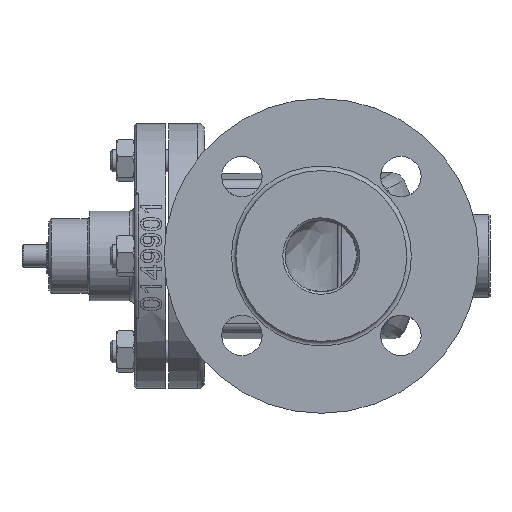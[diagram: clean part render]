
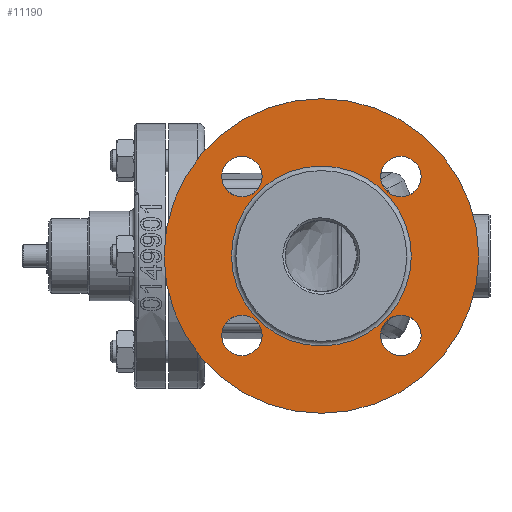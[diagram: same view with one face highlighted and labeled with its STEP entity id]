
A CAD part, left-side view. The second image highlights one B-rep face of the part: STEP entity #11190.
In plain terms, the highlighted planar face has unit normal (-1, 0, 0).
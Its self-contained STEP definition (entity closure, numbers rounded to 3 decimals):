
#314 = EDGE_CURVE ( 'NONE', #29125, #29125, #28206, .T. ) ;
#535 = DIRECTION ( 'NONE',  ( -1., 0., 0. ) ) ;
#1133 = EDGE_LOOP ( 'NONE', ( #12138 ) ) ;
#1583 = DIRECTION ( 'NONE',  ( 0., -1., 0. ) ) ;
#2460 = AXIS2_PLACEMENT_3D ( 'NONE', #22792, #7544, #25319 ) ;
#3025 = EDGE_LOOP ( 'NONE', ( #13001 ) ) ;
#3643 = VERTEX_POINT ( 'NONE', #7366 ) ;
#4519 = DIRECTION ( 'NONE',  ( 0., 1., 0. ) ) ;
#4877 = VERTEX_POINT ( 'NONE', #27215 ) ;
#5514 = CIRCLE ( 'NONE', #8972, 9. ) ;
#5694 = CIRCLE ( 'NONE', #7037, 40. ) ;
#5897 = FACE_BOUND ( 'NONE', #3025, .T. ) ;
#6111 = CARTESIAN_POINT ( 'NONE',  ( -87., -35.355, -35.355 ) ) ;
#6717 = EDGE_CURVE ( 'NONE', #4877, #4877, #28736, .T. ) ;
#7037 = AXIS2_PLACEMENT_3D ( 'NONE', #22484, #7222, #25002 ) ;
#7222 = DIRECTION ( 'NONE',  ( 1., 0., 0. ) ) ;
#7256 = AXIS2_PLACEMENT_3D ( 'NONE', #29320, #14170, #31879 ) ;
#7366 = CARTESIAN_POINT ( 'NONE',  ( -87., 35.355, -26.355 ) ) ;
#7544 = DIRECTION ( 'NONE',  ( -1., 0., 0. ) ) ;
#7871 = EDGE_CURVE ( 'NONE', #17663, #17663, #5694, .T. ) ;
#8363 = AXIS2_PLACEMENT_3D ( 'NONE', #32072, #16909, #1583 ) ;
#8375 = ORIENTED_EDGE ( 'NONE', *, *, #19296, .F. ) ;
#8972 = AXIS2_PLACEMENT_3D ( 'NONE', #9118, #26853, #11678 ) ;
#9118 = CARTESIAN_POINT ( 'NONE',  ( -87., 35.355, -35.355 ) ) ;
#9324 = AXIS2_PLACEMENT_3D ( 'NONE', #30408, #15242, #32980 ) ;
#11190 = ADVANCED_FACE ( 'NONE', ( #5897, #12721, #19484, #25431, #26196, #18683 ), #32868, .T. ) ;
#11678 = DIRECTION ( 'NONE',  ( 0., 0., 1. ) ) ;
#12138 = ORIENTED_EDGE ( 'NONE', *, *, #19314, .F. ) ;
#12721 = FACE_BOUND ( 'NONE', #18409, .T. ) ;
#13001 = ORIENTED_EDGE ( 'NONE', *, *, #7871, .T. ) ;
#14170 = DIRECTION ( 'NONE',  ( -1., 0., 0. ) ) ;
#14611 = CARTESIAN_POINT ( 'NONE',  ( -87., -40., 0. ) ) ;
#14944 = CARTESIAN_POINT ( 'NONE',  ( -87., -35.355, 26.355 ) ) ;
#15242 = DIRECTION ( 'NONE',  ( -1., 0., 0. ) ) ;
#16268 = ORIENTED_EDGE ( 'NONE', *, *, #6717, .T. ) ;
#16717 = CARTESIAN_POINT ( 'NONE',  ( -87., -26.355, -35.355 ) ) ;
#16909 = DIRECTION ( 'NONE',  ( -1., 0., 0. ) ) ;
#17663 = VERTEX_POINT ( 'NONE', #14611 ) ;
#17860 = EDGE_CURVE ( 'NONE', #18055, #18055, #30062, .T. ) ;
#18055 = VERTEX_POINT ( 'NONE', #14944 ) ;
#18409 = EDGE_LOOP ( 'NONE', ( #19107 ) ) ;
#18683 = FACE_OUTER_BOUND ( 'NONE', #21819, .T. ) ;
#19107 = ORIENTED_EDGE ( 'NONE', *, *, #17860, .F. ) ;
#19296 = EDGE_CURVE ( 'NONE', #3643, #3643, #5514, .T. ) ;
#19314 = EDGE_CURVE ( 'NONE', #29871, #29871, #25826, .T. ) ;
#19484 = FACE_BOUND ( 'NONE', #29502, .T. ) ;
#21044 = ORIENTED_EDGE ( 'NONE', *, *, #314, .F. ) ;
#21089 = AXIS2_PLACEMENT_3D ( 'NONE', #6111, #535, #4519 ) ;
#21819 = EDGE_LOOP ( 'NONE', ( #16268 ) ) ;
#22484 = CARTESIAN_POINT ( 'NONE',  ( -87., 0., 0. ) ) ;
#22792 = CARTESIAN_POINT ( 'NONE',  ( -87., -35.355, 35.355 ) ) ;
#25002 = DIRECTION ( 'NONE',  ( 0., -1., 0. ) ) ;
#25156 = CARTESIAN_POINT ( 'NONE',  ( -87., 26.355, 35.355 ) ) ;
#25319 = DIRECTION ( 'NONE',  ( 0., 0., -1. ) ) ;
#25431 = FACE_BOUND ( 'NONE', #29363, .T. ) ;
#25826 = CIRCLE ( 'NONE', #8363, 9. ) ;
#26196 = FACE_BOUND ( 'NONE', #1133, .T. ) ;
#26853 = DIRECTION ( 'NONE',  ( -1., 0., 0. ) ) ;
#27215 = CARTESIAN_POINT ( 'NONE',  ( -87., -70., 0. ) ) ;
#28206 = CIRCLE ( 'NONE', #21089, 9. ) ;
#28736 = CIRCLE ( 'NONE', #7256, 70. ) ;
#29125 = VERTEX_POINT ( 'NONE', #16717 ) ;
#29320 = CARTESIAN_POINT ( 'NONE',  ( -87., 0., 0. ) ) ;
#29363 = EDGE_LOOP ( 'NONE', ( #8375 ) ) ;
#29502 = EDGE_LOOP ( 'NONE', ( #21044 ) ) ;
#29871 = VERTEX_POINT ( 'NONE', #25156 ) ;
#30062 = CIRCLE ( 'NONE', #2460, 9. ) ;
#30408 = CARTESIAN_POINT ( 'NONE',  ( -87., 0., 0. ) ) ;
#31879 = DIRECTION ( 'NONE',  ( 0., -1., 0. ) ) ;
#32072 = CARTESIAN_POINT ( 'NONE',  ( -87., 35.355, 35.355 ) ) ;
#32868 = PLANE ( 'NONE',  #9324 ) ;
#32980 = DIRECTION ( 'NONE',  ( 0., -1., 0. ) ) ;
